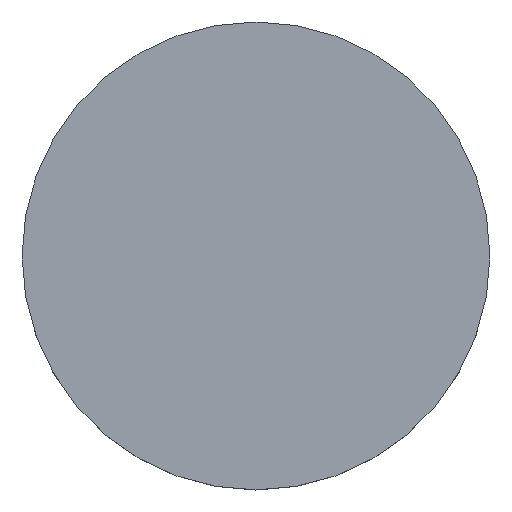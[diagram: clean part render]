
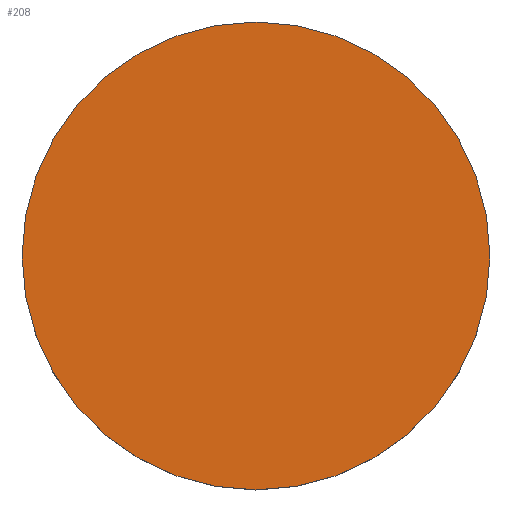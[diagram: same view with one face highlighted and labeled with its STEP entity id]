
A CAD part, top view. The second image highlights one B-rep face of the part: STEP entity #208.
In plain terms, the highlighted planar face has unit normal (0, 0, 1).
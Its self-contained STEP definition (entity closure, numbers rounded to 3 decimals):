
#20 = DIRECTION ( 'NONE',  ( 0., 0., -1. ) ) ;
#36 = CARTESIAN_POINT ( 'NONE',  ( -12.7, 0., 4. ) ) ;
#54 = DIRECTION ( 'NONE',  ( 0., 0., -1. ) ) ;
#58 = DIRECTION ( 'NONE',  ( 1., 0., 0. ) ) ;
#64 = ORIENTED_EDGE ( 'NONE', *, *, #75, .F. ) ;
#75 = EDGE_CURVE ( 'NONE', #175, #124, #158, .T. ) ;
#82 = AXIS2_PLACEMENT_3D ( 'NONE', #84, #20, #215 ) ;
#84 = CARTESIAN_POINT ( 'NONE',  ( 0., 0., 4. ) ) ;
#86 = DIRECTION ( 'NONE',  ( 1., 0., 0. ) ) ;
#94 = AXIS2_PLACEMENT_3D ( 'NONE', #195, #54, #86 ) ;
#96 = ORIENTED_EDGE ( 'NONE', *, *, #120, .F. ) ;
#97 = EDGE_LOOP ( 'NONE', ( #96, #64 ) ) ;
#100 = CARTESIAN_POINT ( 'NONE',  ( 12.7, 0., 4. ) ) ;
#120 = EDGE_CURVE ( 'NONE', #124, #175, #230, .T. ) ;
#124 = VERTEX_POINT ( 'NONE', #100 ) ;
#130 = AXIS2_PLACEMENT_3D ( 'NONE', #166, #178, #58 ) ;
#158 = CIRCLE ( 'NONE', #94, 12.7 ) ;
#166 = CARTESIAN_POINT ( 'NONE',  ( 0., 26.112, 4. ) ) ;
#175 = VERTEX_POINT ( 'NONE', #36 ) ;
#178 = DIRECTION ( 'NONE',  ( 0., 0., 1. ) ) ;
#195 = CARTESIAN_POINT ( 'NONE',  ( 0., 0., 4. ) ) ;
#196 = PLANE ( 'NONE',  #130 ) ;
#208 = ADVANCED_FACE ( 'NONE', ( #219 ), #196, .T. ) ;
#215 = DIRECTION ( 'NONE',  ( 1., 0., 0. ) ) ;
#219 = FACE_OUTER_BOUND ( 'NONE', #97, .T. ) ;
#230 = CIRCLE ( 'NONE', #82, 12.7 ) ;
